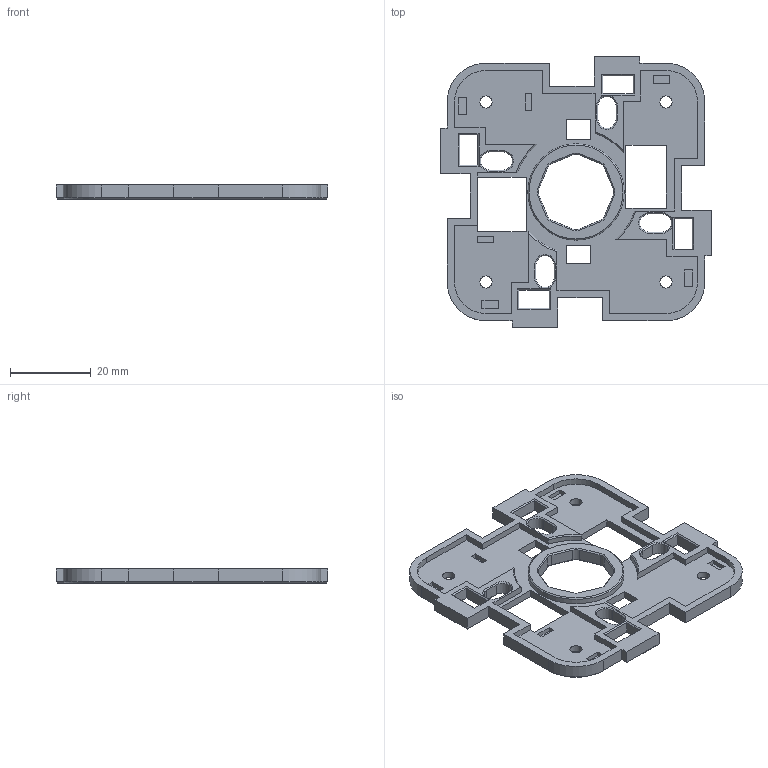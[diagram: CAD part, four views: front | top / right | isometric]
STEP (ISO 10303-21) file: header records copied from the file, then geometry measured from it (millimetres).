
FILE_DESCRIPTION(/* description */ (''),/* implementation_level */ '2;1');
FILE_NAME(/* name */ 'Gate_19mm.step',/* time_stamp */ '2023-09-27T21:33:55-04:00',/* author */ (''),/* organization */ (''),/* preprocessor_version */ 'ST-DEVELOPER v20',/* originating_system */ 'Autodesk Translation Framework v12.14.0.127',/* authorisation */ '');
FILE_SCHEMA (('AUTOMOTIVE_DESIGN { 1 0 10303 214 3 1 1 }'));
Length unit declared in the file: millimetre
Products named in the file (1): Restrictor Gate
Bounding box: 67 x 67 x 3.5 mm (x, y, z)
Volume: 7123 mm3; surface area: 8614 mm2
Topology: 1 solids, 1 shells, 310 faces, 772 edges, 471 vertices
Faces by surface type: plane 232, cone 45, cylinder 33
Full cylindrical faces by diameter (mm): 3 x4, 23.8 x1
Entity records: 9041 total; most frequent: CARTESIAN_POINT 1570, ORIENTED_EDGE 1544, DIRECTION 1497, EDGE_CURVE 772, LINE 653, VECTOR 653, VERTEX_POINT 471, AXIS2_PLACEMENT_3D 422
